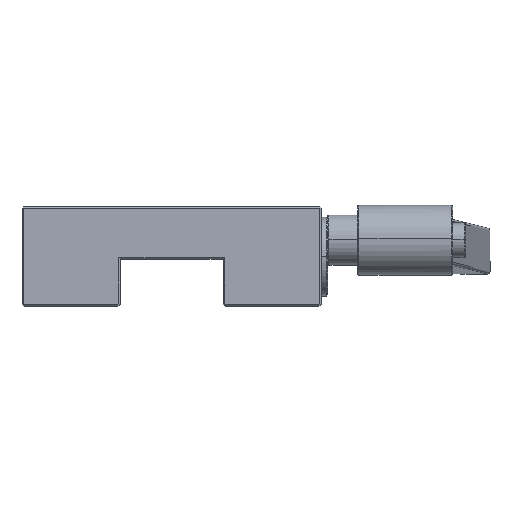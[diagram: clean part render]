
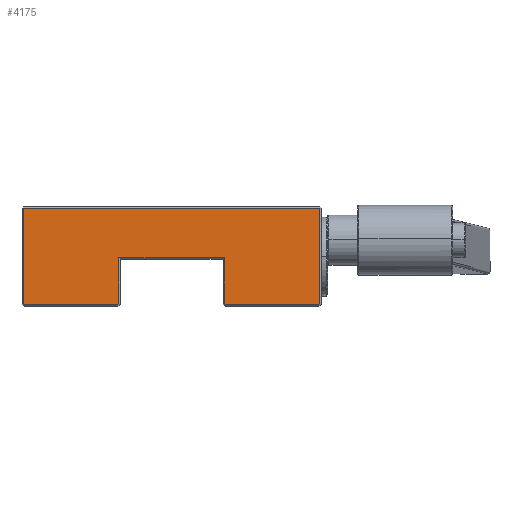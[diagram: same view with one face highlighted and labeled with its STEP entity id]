
A CAD part, top view. The second image highlights one B-rep face of the part: STEP entity #4175.
In plain terms, the highlighted planar face has unit normal (0, 0, 1).
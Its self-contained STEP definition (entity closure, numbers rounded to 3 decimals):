
#33 = CARTESIAN_POINT ( 'NONE',  ( 4.388, -4.388, 14. ) ) ;
#62 = VECTOR ( 'NONE', #1086, 1000. ) ;
#68 = EDGE_CURVE ( 'NONE', #2622, #1765, #3187, .T. ) ;
#91 = AXIS2_PLACEMENT_3D ( 'NONE', #2050, #4241, #3568 ) ;
#156 = EDGE_CURVE ( 'NONE', #2117, #619, #3997, .T. ) ;
#226 = VECTOR ( 'NONE', #2819, 1000. ) ;
#249 = VERTEX_POINT ( 'NONE', #2286 ) ;
#252 = LINE ( 'NONE', #2175, #2805 ) ;
#259 = LINE ( 'NONE', #4397, #2785 ) ;
#381 = VECTOR ( 'NONE', #2036, 1000. ) ;
#441 = ORIENTED_EDGE ( 'NONE', *, *, #68, .T. ) ;
#502 = CARTESIAN_POINT ( 'NONE',  ( -10.6, -10.5, 14. ) ) ;
#507 = LINE ( 'NONE', #1228, #226 ) ;
#560 = VECTOR ( 'NONE', #2208, 1000. ) ;
#619 = VERTEX_POINT ( 'NONE', #1376 ) ;
#630 = VERTEX_POINT ( 'NONE', #2518 ) ;
#637 = EDGE_CURVE ( 'NONE', #1943, #3787, #1030, .T. ) ;
#649 = DIRECTION ( 'NONE',  ( 0.707, -0.707, 0. ) ) ;
#656 = VECTOR ( 'NONE', #1271, 1000. ) ;
#669 = VERTEX_POINT ( 'NONE', #3335 ) ;
#731 = EDGE_CURVE ( 'NONE', #1382, #876, #507, .T. ) ;
#779 = ORIENTED_EDGE ( 'NONE', *, *, #3561, .T. ) ;
#876 = VERTEX_POINT ( 'NONE', #2442 ) ;
#964 = DIRECTION ( 'NONE',  ( 1., 0., 0. ) ) ;
#1016 = EDGE_CURVE ( 'NONE', #630, #1382, #1622, .T. ) ;
#1030 = LINE ( 'NONE', #2156, #62 ) ;
#1056 = VECTOR ( 'NONE', #3580, 1000. ) ;
#1086 = DIRECTION ( 'NONE',  ( 1., 0., 0. ) ) ;
#1201 = VECTOR ( 'NONE', #2871, 1000. ) ;
#1228 = CARTESIAN_POINT ( 'NONE',  ( 10.3, -10.2, 14. ) ) ;
#1257 = CARTESIAN_POINT ( 'NONE',  ( -29.376, -19.7, 14. ) ) ;
#1266 = CARTESIAN_POINT ( 'NONE',  ( 24.538, -24.538, 14. ) ) ;
#1271 = DIRECTION ( 'NONE',  ( 0., 1., 0. ) ) ;
#1278 = FACE_OUTER_BOUND ( 'NONE', #2803, .T. ) ;
#1333 = CARTESIAN_POINT ( 'NONE',  ( -30., -0.3, 14. ) ) ;
#1376 = CARTESIAN_POINT ( 'NONE',  ( -29.7, -0.3, 14. ) ) ;
#1382 = VERTEX_POINT ( 'NONE', #2279 ) ;
#1485 = CARTESIAN_POINT ( 'NONE',  ( 29.7, 0., 14. ) ) ;
#1524 = DIRECTION ( 'NONE',  ( 0.707, 0.707, 0. ) ) ;
#1622 = LINE ( 'NONE', #502, #656 ) ;
#1637 = LINE ( 'NONE', #1266, #1056 ) ;
#1650 = EDGE_CURVE ( 'NONE', #3365, #2622, #2485, .T. ) ;
#1745 = DIRECTION ( 'NONE',  ( 0., -1., 0. ) ) ;
#1765 = VERTEX_POINT ( 'NONE', #4543 ) ;
#1771 = ORIENTED_EDGE ( 'NONE', *, *, #1016, .T. ) ;
#1774 = ORIENTED_EDGE ( 'NONE', *, *, #2976, .T. ) ;
#1789 = ORIENTED_EDGE ( 'NONE', *, *, #731, .T. ) ;
#1904 = LINE ( 'NONE', #33, #3066 ) ;
#1943 = VERTEX_POINT ( 'NONE', #1257 ) ;
#1980 = PLANE ( 'NONE',  #91 ) ;
#1987 = CARTESIAN_POINT ( 'NONE',  ( -10.924, -19.7, 14. ) ) ;
#1993 = VECTOR ( 'NONE', #964, 1000. ) ;
#2036 = DIRECTION ( 'NONE',  ( 0., -1., 0. ) ) ;
#2050 = CARTESIAN_POINT ( 'NONE',  ( 0., 0., 14. ) ) ;
#2102 = CARTESIAN_POINT ( 'NONE',  ( 10.924, -19.7, 14. ) ) ;
#2117 = VERTEX_POINT ( 'NONE', #3574 ) ;
#2156 = CARTESIAN_POINT ( 'NONE',  ( -10.8, -19.7, 14. ) ) ;
#2175 = CARTESIAN_POINT ( 'NONE',  ( 10.6, 0., 14. ) ) ;
#2208 = DIRECTION ( 'NONE',  ( 0., 1., 0. ) ) ;
#2279 = CARTESIAN_POINT ( 'NONE',  ( -10.6, -10.2, 14. ) ) ;
#2286 = CARTESIAN_POINT ( 'NONE',  ( -29.7, -19.376, 14. ) ) ;
#2442 = CARTESIAN_POINT ( 'NONE',  ( 10.6, -10.2, 14. ) ) ;
#2485 = LINE ( 'NONE', #4440, #3038 ) ;
#2518 = CARTESIAN_POINT ( 'NONE',  ( -10.6, -19.376, 14. ) ) ;
#2570 = EDGE_CURVE ( 'NONE', #249, #1943, #259, .T. ) ;
#2622 = VERTEX_POINT ( 'NONE', #2102 ) ;
#2672 = ORIENTED_EDGE ( 'NONE', *, *, #637, .T. ) ;
#2785 = VECTOR ( 'NONE', #649, 1000. ) ;
#2803 = EDGE_LOOP ( 'NONE', ( #1774, #4482, #441, #4830, #4650, #4049, #4409, #4463, #2672, #779, #1771, #1789 ) ) ;
#2805 = VECTOR ( 'NONE', #1745, 1000. ) ;
#2819 = DIRECTION ( 'NONE',  ( 1., 0., 0. ) ) ;
#2871 = DIRECTION ( 'NONE',  ( -1., 0., 0. ) ) ;
#2908 = EDGE_CURVE ( 'NONE', #619, #249, #3530, .T. ) ;
#2976 = EDGE_CURVE ( 'NONE', #876, #3365, #252, .T. ) ;
#3038 = VECTOR ( 'NONE', #4390, 1000. ) ;
#3066 = VECTOR ( 'NONE', #1524, 1000. ) ;
#3167 = CARTESIAN_POINT ( 'NONE',  ( 10.6, -19.376, 14. ) ) ;
#3187 = LINE ( 'NONE', #3651, #1993 ) ;
#3335 = CARTESIAN_POINT ( 'NONE',  ( 29.7, -19.376, 14. ) ) ;
#3356 = EDGE_CURVE ( 'NONE', #1765, #669, #1637, .T. ) ;
#3365 = VERTEX_POINT ( 'NONE', #3167 ) ;
#3530 = LINE ( 'NONE', #3581, #381 ) ;
#3561 = EDGE_CURVE ( 'NONE', #3787, #630, #1904, .T. ) ;
#3568 = DIRECTION ( 'NONE',  ( 1., 0., 0. ) ) ;
#3574 = CARTESIAN_POINT ( 'NONE',  ( 29.7, -0.3, 14. ) ) ;
#3580 = DIRECTION ( 'NONE',  ( 0.707, 0.707, 0. ) ) ;
#3581 = CARTESIAN_POINT ( 'NONE',  ( -29.7, -19.5, 14. ) ) ;
#3651 = CARTESIAN_POINT ( 'NONE',  ( 0., -19.7, 14. ) ) ;
#3787 = VERTEX_POINT ( 'NONE', #1987 ) ;
#3997 = LINE ( 'NONE', #1333, #1201 ) ;
#4049 = ORIENTED_EDGE ( 'NONE', *, *, #156, .T. ) ;
#4169 = LINE ( 'NONE', #1485, #560 ) ;
#4175 = ADVANCED_FACE ( 'NONE', ( #1278 ), #1980, .T. ) ;
#4241 = DIRECTION ( 'NONE',  ( 0., 0., 1. ) ) ;
#4331 = EDGE_CURVE ( 'NONE', #669, #2117, #4169, .T. ) ;
#4390 = DIRECTION ( 'NONE',  ( 0.707, -0.707, 0. ) ) ;
#4397 = CARTESIAN_POINT ( 'NONE',  ( -24.538, -24.538, 14. ) ) ;
#4409 = ORIENTED_EDGE ( 'NONE', *, *, #2908, .T. ) ;
#4440 = CARTESIAN_POINT ( 'NONE',  ( -4.388, -4.388, 14. ) ) ;
#4463 = ORIENTED_EDGE ( 'NONE', *, *, #2570, .T. ) ;
#4482 = ORIENTED_EDGE ( 'NONE', *, *, #1650, .T. ) ;
#4543 = CARTESIAN_POINT ( 'NONE',  ( 29.376, -19.7, 14. ) ) ;
#4650 = ORIENTED_EDGE ( 'NONE', *, *, #4331, .T. ) ;
#4830 = ORIENTED_EDGE ( 'NONE', *, *, #3356, .T. ) ;
